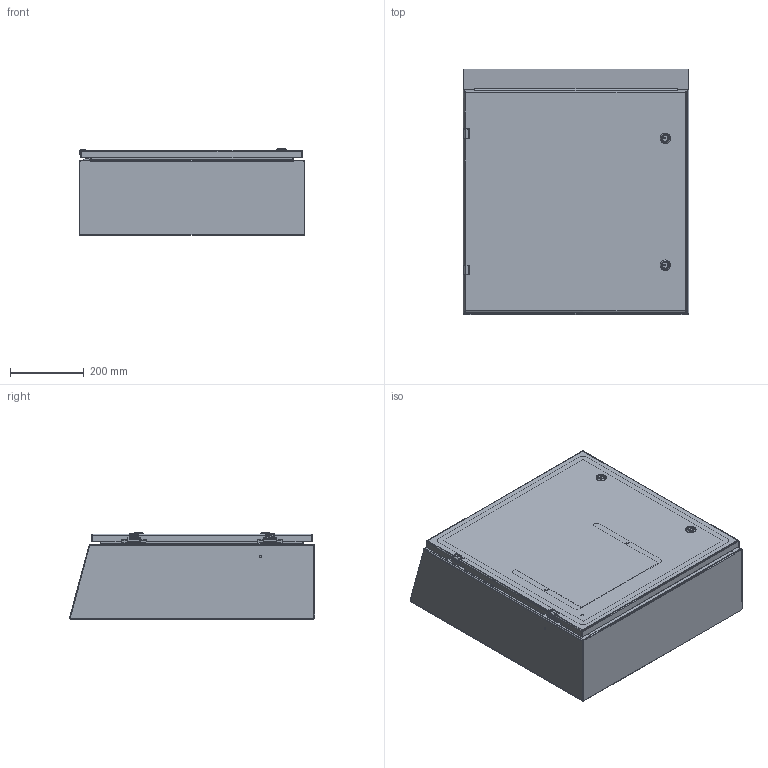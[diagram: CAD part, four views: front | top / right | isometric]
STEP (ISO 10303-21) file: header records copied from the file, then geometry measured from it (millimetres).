
FILE_DESCRIPTION (( 'STEP AP203' ), '1' );
FILE_NAME ('SCE-24EL2408SSST.step', '2021-02-09T15:17:15', ( 'ADC123' ), ( 'Microsoft' ), 'SwSTEP 2.0', 'SolidWorks 2019', '' );
FILE_SCHEMA (( 'CONFIG_CONTROL_DESIGN' ));
Products named in the file (1): SCE-24EL2408SSST
Bounding box: 609.6 x 663.09 x 234.45 mm (x, y, z)
Surface area: 3814606.3 mm2 (no closed solid volume)
Topology: 0 solids, 49 shells, 2844 faces, 7450 edges, 4670 vertices
Faces by surface type: plane 1311, cylinder 759, bspline 692, cone 60, torus 22
Full cylindrical faces by diameter (mm): 3.454 x2, 3.962 x2, 3.978 x2, 4.318 x6, 4.369 x4, 4.978 x8, 5 x2, 5.156 x4, 5.182 x4, 5.2 x4, 5.5 x2, 5.537 x2, 6.198 x4, 6.299 x4, 6.35 x4, 6.363 x2, 6.756 x4, 7.137 x4, 8.433 x4, 9.296 x4, 9.322 x4, 9.525 x4, 9.9 x2, 10 x2, 11.112 x4, 12.7 x4, 12.8 x2, 13.5 x2, 14.288 x2, 16 x2
Entity records: 122106 total; most frequent: CARTESIAN_POINT 60114, ORIENTED_EDGE 13962, DIRECTION 10842, EDGE_CURVE 6984, VERTEX_POINT 4542, AXIS2_PLACEMENT_3D 3736, LINE 3370, VECTOR 3370
